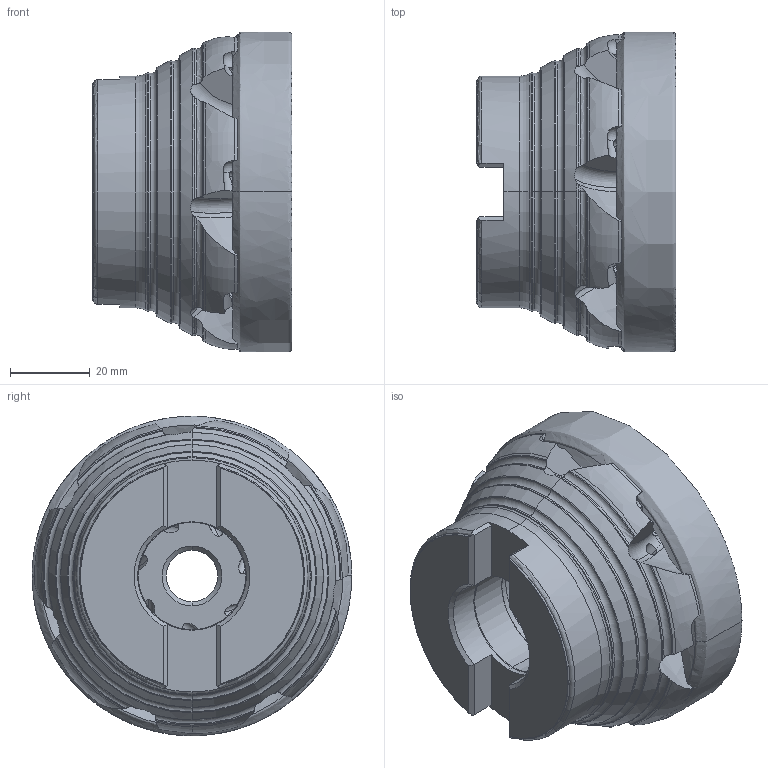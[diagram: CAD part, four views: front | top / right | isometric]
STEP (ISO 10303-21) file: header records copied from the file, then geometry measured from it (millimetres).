
FILE_DESCRIPTION (( 'STEP AP214' ), '1' );
FILE_NAME ('90PP_080_723_7.STEP', '2016-07-22T09:57:54', ( '' ), ( '' ), 'SwSTEP 2.0', 'SolidWorks 2016', '' );
FILE_SCHEMA (( 'AUTOMOTIVE_DESIGN' ));
Length unit declared in the file: millimetre
Products named in the file (1): 90PP_080_723_7
Bounding box: 50.04 x 79.95 x 79.95 mm (x, y, z)
Volume: 156716.7 mm3; surface area: 28982.8 mm2
Topology: 1 solids, 1 shells, 564 faces, 1730 edges, 1107 vertices
Faces by surface type: cylinder 210, plane 160, torus 96, cone 54, sphere 35, bspline 9
Entity records: 24501 total; most frequent: CARTESIAN_POINT 10338, ORIENTED_EDGE 3376, DIRECTION 2567, EDGE_CURVE 1688, VERTEX_POINT 1086, AXIS2_PLACEMENT_3D 1057, B_SPLINE_CURVE_WITH_KNOTS 590, EDGE_LOOP 568
